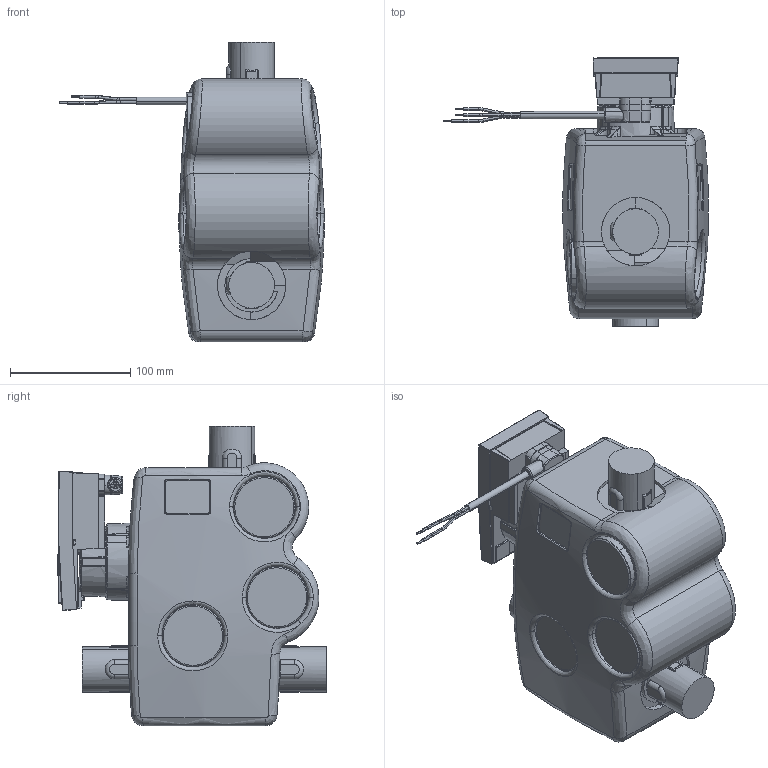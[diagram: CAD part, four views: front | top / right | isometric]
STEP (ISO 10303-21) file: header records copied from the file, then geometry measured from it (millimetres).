
FILE_DESCRIPTION(('CATIA V5 STEP Exchange','CAx-IF Rec.Pracs.--- Model Styling and Organization---1.5--- 2016-08-15','CAx-IF Rec.Pracs.---Supplemental Geometry---1.0---2011-11-01','CAx-IF Rec.Pracs.--- Composite Materials ---3.4---2017-06-13','CAx-IF Rec.Pracs.---Tessellated 3D Geometry---1.0---2015-12-17'),'2;1');
FILE_NAME('STEP_281064WYP_-_TST.stp','2024-03-29T15:18:04+00:00',('none'),('none'),'CATIA Version 5-6 Release 2020 SP5','CATIA V5 STEP AP242 v2','none');
FILE_SCHEMA(('AP242_MANAGED_MODEL_BASED_3D_ENGINEERING_MIM_LF {1 0 10303 442 1 1 4}'));
Length unit declared in the file: millimetre
Products named in the file (1): 281064WYP - TST
Bounding box: 220.69 x 223.5 x 249.5 mm (x, y, z)
Volume: 3624568.4 mm3; surface area: 234045.5 mm2
Topology: 1 solids, 17 shells, 1558 faces, 3935 edges, 2433 vertices
Faces by surface type: bspline 782, plane 462, cylinder 195, torus 93, sphere 12, cone 10, revolution 4
Entity records: 57808 total; most frequent: CARTESIAN_POINT 29844, ORIENTED_EDGE 7750, EDGE_CURVE 3875, DIRECTION 2832, VERTEX_POINT 2433, EDGE_LOOP 1664, ADVANCED_FACE 1558, FACE_OUTER_BOUND 1558
